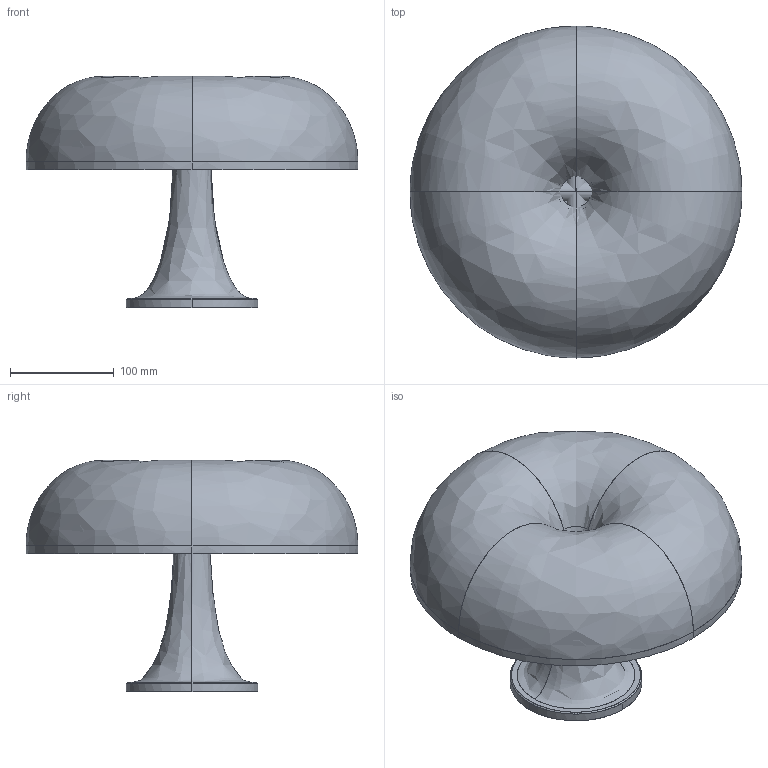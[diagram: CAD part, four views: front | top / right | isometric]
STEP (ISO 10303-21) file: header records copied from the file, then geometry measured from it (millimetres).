
FILE_DESCRIPTION(/* description */ (''),/* implementation_level */ '2;1');
FILE_NAME(/* name */ 'Nessino_3D',/* time_stamp */ '2011-11-16T12:22:10+01:00',/* author */ (''),/* organization */ (''),/* preprocessor_version */ 'ST-DEVELOPER v10',/* originating_system */ '',/* authorisation */ '');
FILE_SCHEMA (('CONFIG_CONTROL_DESIGN'));
Length unit declared in the file: millimetre
Products named in the file (1): 1
Bounding box: 320 x 320 x 223 mm (x, y, z)
Volume: 197623 mm3; surface area: 357957 mm2
Topology: 8 solids, 38 shells, 86 faces, 262 edges, 174 vertices
Faces by surface type: bspline 74, plane 12
Entity records: 3246 total; most frequent: CARTESIAN_POINT 2072, ORIENTED_EDGE 302, EDGE_CURVE 214, VERTEX_POINT 174, EDGE_LOOP 88, ADVANCED_FACE 86, FACE_OUTER_BOUND 86, SHELL_BASED_SURFACE_MODEL 30
